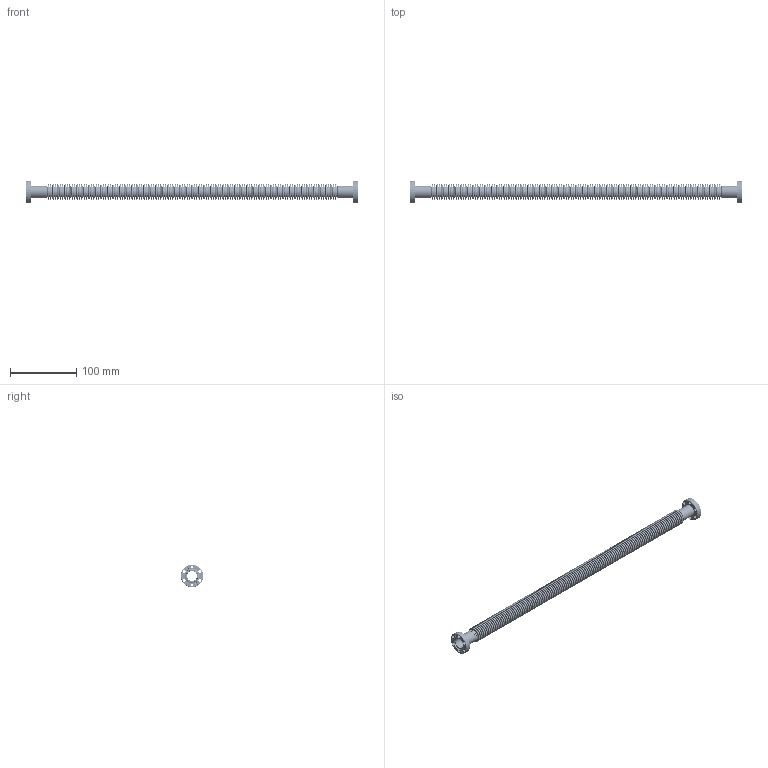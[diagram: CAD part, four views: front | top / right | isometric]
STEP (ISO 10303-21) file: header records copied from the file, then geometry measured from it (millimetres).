
FILE_DESCRIPTION (( 'STEP AP214' ), '1' );
FILE_NAME ('420SWN016-0500.stp', '2017-05-02T07:48:21', ( '' ), ( '' ), 'SwSTEP 2.0', 'SolidWorks 2015', '' );
FILE_SCHEMA (( 'AUTOMOTIVE_DESIGN' ));
Length unit declared in the file: millimetre
Products named in the file (1): 420SWN016-0500
Bounding box: 500 x 34 x 34 mm (x, y, z)
Volume: 25333.1 mm3; surface area: 152891.5 mm2
Topology: 128 solids, 128 shells, 4262 faces, 8564 edges, 5050 vertices
Faces by surface type: torus 1958, cylinder 1532, plane 752, cone 20
Entity records: 161339 total; most frequent: DIRECTION 24070, CARTESIAN_POINT 17989, ORIENTED_EDGE 17128, AXIS2_PLACEMENT_3D 11259, EDGE_CURVE 8564, CIRCLE 6996, VERTEX_POINT 5050, EDGE_LOOP 5034
